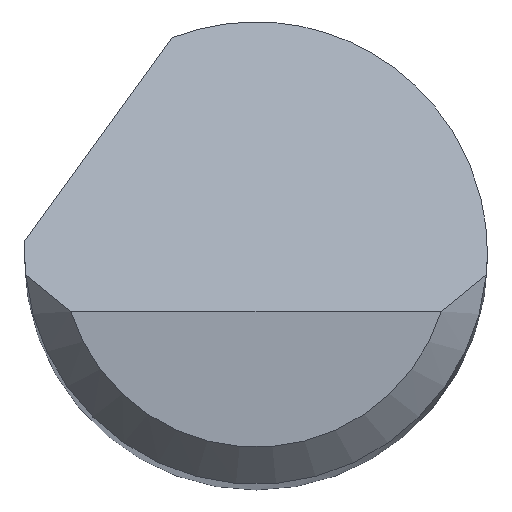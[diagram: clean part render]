
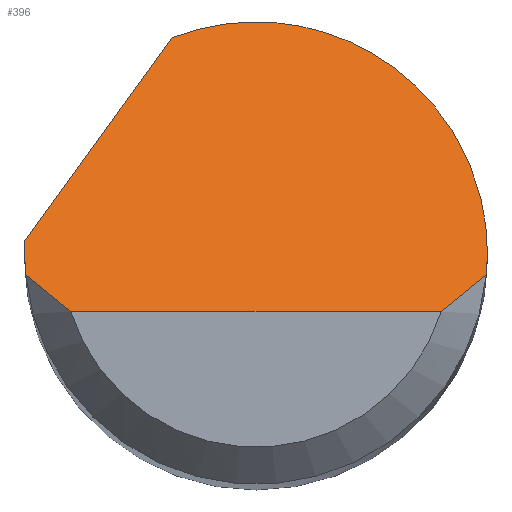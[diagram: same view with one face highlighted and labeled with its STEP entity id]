
A CAD part, top view. The second image highlights one B-rep face of the part: STEP entity #396.
In plain terms, the highlighted planar face has unit normal (0, 0.707, 0.707).
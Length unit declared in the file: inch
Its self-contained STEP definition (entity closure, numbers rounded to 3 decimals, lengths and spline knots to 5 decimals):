
#4 =( BOUNDED_CURVE ( )  B_SPLINE_CURVE ( 3, ( #149, #190, #102, #277 ),
 .UNSPECIFIED., .F., .F. ) 
 B_SPLINE_CURVE_WITH_KNOTS ( ( 4, 4 ),
 ( 1.5708, 1.66427 ),
 .UNSPECIFIED. ) 
 CURVE ( )  GEOMETRIC_REPRESENTATION_ITEM ( )  RATIONAL_B_SPLINE_CURVE ( ( 1., 0.999, 0.999, 1. ) ) 
 REPRESENTATION_ITEM ( '' )  );
#5 = DIRECTION ( 'NONE',  ( -0.456, -0.629, 0.629 ) ) ;
#33 = CARTESIAN_POINT ( 'NONE',  ( 0.03379, 0.11369, 1.36256 ) ) ;
#34 = ORIENTED_EDGE ( 'NONE', *, *, #280, .F. ) ;
#36 = ORIENTED_EDGE ( 'NONE', *, *, #499, .T. ) ;
#62 = CARTESIAN_POINT ( 'NONE',  ( -0.09362, 0.005, 1.47125 ) ) ;
#70 = CARTESIAN_POINT ( 'NONE',  ( -0.09375, 0., 1.47625 ) ) ;
#76 = FACE_OUTER_BOUND ( 'NONE', #303, .T. ) ;
#102 = CARTESIAN_POINT ( 'NONE',  ( 0.09361, -0.00584, 1.48209 ) ) ;
#103 =( BOUNDED_CURVE ( )  B_SPLINE_CURVE ( 3, ( #165, #290, #212, #410 ),
 .UNSPECIFIED., .F., .F. ) 
 B_SPLINE_CURVE_WITH_KNOTS ( ( 4, 4 ),
 ( 4.61892, 4.71239 ),
 .UNSPECIFIED. ) 
 CURVE ( )  GEOMETRIC_REPRESENTATION_ITEM ( )  RATIONAL_B_SPLINE_CURVE ( ( 1., 0.999, 0.999, 1. ) ) 
 REPRESENTATION_ITEM ( '' )  );
#110 = CARTESIAN_POINT ( 'NONE',  ( 0.09375, 0., 1.47625 ) ) ;
#115 = ORIENTED_EDGE ( 'NONE', *, *, #226, .F. ) ;
#116 = CARTESIAN_POINT ( 'NONE',  ( 0.09334, -0.00875, 1.485 ) ) ;
#117 = CARTESIAN_POINT ( 'NONE',  ( 0.09375, 0.07266, 1.40359 ) ) ;
#121 = CARTESIAN_POINT ( 'NONE',  ( -0.09375, 0.00167, 1.47458 ) ) ;
#126 = EDGE_CURVE ( 'NONE', #166, #415, #194, .T. ) ;
#131 = PLANE ( 'NONE',  #179 ) ;
#149 = CARTESIAN_POINT ( 'NONE',  ( 0.09375, 0., 1.47625 ) ) ;
#150 = ORIENTED_EDGE ( 'NONE', *, *, #551, .T. ) ;
#162 = CARTESIAN_POINT ( 'NONE',  ( 0.07508, -0.02375, 1.5 ) ) ;
#165 = CARTESIAN_POINT ( 'NONE',  ( -0.09334, -0.00875, 1.485 ) ) ;
#166 = VERTEX_POINT ( 'NONE', #447 ) ;
#169 = ORIENTED_EDGE ( 'NONE', *, *, #294, .F. ) ;
#175 = VERTEX_POINT ( 'NONE', #273 ) ;
#178 = CARTESIAN_POINT ( 'NONE',  ( 0.09334, -0.00875, 1.485 ) ) ;
#179 = AXIS2_PLACEMENT_3D ( 'NONE', #467, #262, #427 ) ;
#185 =( BOUNDED_CURVE ( )  B_SPLINE_CURVE ( 3, ( #478, #33, #117, #110 ),
 .UNSPECIFIED., .F., .F. ) 
 B_SPLINE_CURVE_WITH_KNOTS ( ( 4, 4 ),
 ( 5.91277, 7.85398 ),
 .UNSPECIFIED. ) 
 CURVE ( )  GEOMETRIC_REPRESENTATION_ITEM ( )  RATIONAL_B_SPLINE_CURVE ( ( 1., 0.71, 0.71, 1. ) ) 
 REPRESENTATION_ITEM ( '' )  );
#190 = CARTESIAN_POINT ( 'NONE',  ( 0.09375, -0.00292, 1.47917 ) ) ;
#194 = LINE ( 'NONE', #434, #241 ) ;
#198 = CARTESIAN_POINT ( 'NONE',  ( -0.07508, -0.02375, 1.5 ) ) ;
#210 = CARTESIAN_POINT ( 'NONE',  ( -0.09371, 0.00333, 1.47292 ) ) ;
#211 = ORIENTED_EDGE ( 'NONE', *, *, #269, .F. ) ;
#212 = CARTESIAN_POINT ( 'NONE',  ( -0.09375, -0.00292, 1.47917 ) ) ;
#222 = CARTESIAN_POINT ( 'NONE',  ( 0.07508, -0.02375, 1.5 ) ) ;
#225 = CARTESIAN_POINT ( 'NONE',  ( -0.11014, -0.01781, 1.49406 ) ) ;
#226 = EDGE_CURVE ( 'NONE', #395, #540, #4, .T. ) ;
#233 = DIRECTION ( 'NONE',  ( 1., 0., 0. ) ) ;
#238 = VERTEX_POINT ( 'NONE', #240 ) ;
#240 = CARTESIAN_POINT ( 'NONE',  ( -0.09334, -0.00875, 1.485 ) ) ;
#241 = VECTOR ( 'NONE', #233, 39.37008 ) ;
#243 =( BOUNDED_CURVE ( )  B_SPLINE_CURVE ( 3, ( #70, #121, #210, #543 ),
 .UNSPECIFIED., .F., .F. ) 
 B_SPLINE_CURVE_WITH_KNOTS ( ( 4, 4 ),
 ( 4.71239, 4.76575 ),
 .UNSPECIFIED. ) 
 CURVE ( )  GEOMETRIC_REPRESENTATION_ITEM ( )  RATIONAL_B_SPLINE_CURVE ( ( 1., 1., 1., 1. ) ) 
 REPRESENTATION_ITEM ( '' )  );
#262 = DIRECTION ( 'NONE',  ( 0., -0.707, -0.707 ) ) ;
#269 = EDGE_CURVE ( 'NONE', #175, #395, #185, .T. ) ;
#273 = CARTESIAN_POINT ( 'NONE',  ( -0.03394, 0.08739, 1.38886 ) ) ;
#277 = CARTESIAN_POINT ( 'NONE',  ( 0.09334, -0.00875, 1.485 ) ) ;
#280 = EDGE_CURVE ( 'NONE', #238, #323, #103, .T. ) ;
#287 = CARTESIAN_POINT ( 'NONE',  ( -0.08157, -0.019, 1.49525 ) ) ;
#290 = CARTESIAN_POINT ( 'NONE',  ( -0.09361, -0.00584, 1.48209 ) ) ;
#294 = EDGE_CURVE ( 'NONE', #323, #536, #243, .T. ) ;
#299 = CARTESIAN_POINT ( 'NONE',  ( 0.08761, -0.01397, 1.49022 ) ) ;
#303 = EDGE_LOOP ( 'NONE', ( #405, #371, #115, #211, #36, #169, #34, #150 ) ) ;
#320 = CARTESIAN_POINT ( 'NONE',  ( -0.09375, 0., 1.47625 ) ) ;
#323 = VERTEX_POINT ( 'NONE', #320 ) ;
#325 = CARTESIAN_POINT ( 'NONE',  ( -0.09334, -0.00875, 1.485 ) ) ;
#371 = ORIENTED_EDGE ( 'NONE', *, *, #373, .T. ) ;
#373 = EDGE_CURVE ( 'NONE', #415, #540, #435, .T. ) ;
#395 = VERTEX_POINT ( 'NONE', #452 ) ;
#396 = ADVANCED_FACE ( 'NONE', ( #76 ), #131, .F. ) ;
#405 = ORIENTED_EDGE ( 'NONE', *, *, #126, .T. ) ;
#410 = CARTESIAN_POINT ( 'NONE',  ( -0.09375, 0., 1.47625 ) ) ;
#412 = VECTOR ( 'NONE', #5, 39.37008 ) ;
#415 = VERTEX_POINT ( 'NONE', #222 ) ;
#427 = DIRECTION ( 'NONE',  ( 0., 0.707, -0.707 ) ) ;
#434 = CARTESIAN_POINT ( 'NONE',  ( 0., -0.02375, 1.5 ) ) ;
#435 = B_SPLINE_CURVE_WITH_KNOTS ( 'NONE', 3,
 ( #162, #459, #299, #178 ),
 .UNSPECIFIED., .F., .F.,
 ( 4, 4 ),
 ( 0., 0.00071 ),
 .UNSPECIFIED. ) ;
#447 = CARTESIAN_POINT ( 'NONE',  ( -0.07508, -0.02375, 1.5 ) ) ;
#452 = CARTESIAN_POINT ( 'NONE',  ( 0.09375, 0., 1.47625 ) ) ;
#459 = CARTESIAN_POINT ( 'NONE',  ( 0.08157, -0.019, 1.49525 ) ) ;
#467 = CARTESIAN_POINT ( 'NONE',  ( -0.09375, -0.02375, 1.5 ) ) ;
#469 = LINE ( 'NONE', #225, #412 ) ;
#478 = CARTESIAN_POINT ( 'NONE',  ( -0.03394, 0.08739, 1.38886 ) ) ;
#492 = B_SPLINE_CURVE_WITH_KNOTS ( 'NONE', 3,
 ( #325, #494, #287, #198 ),
 .UNSPECIFIED., .F., .F.,
 ( 4, 4 ),
 ( 0., 0.00071 ),
 .UNSPECIFIED. ) ;
#494 = CARTESIAN_POINT ( 'NONE',  ( -0.08761, -0.01397, 1.49022 ) ) ;
#499 = EDGE_CURVE ( 'NONE', #175, #536, #469, .T. ) ;
#536 = VERTEX_POINT ( 'NONE', #62 ) ;
#540 = VERTEX_POINT ( 'NONE', #116 ) ;
#543 = CARTESIAN_POINT ( 'NONE',  ( -0.09362, 0.005, 1.47125 ) ) ;
#551 = EDGE_CURVE ( 'NONE', #238, #166, #492, .T. ) ;
